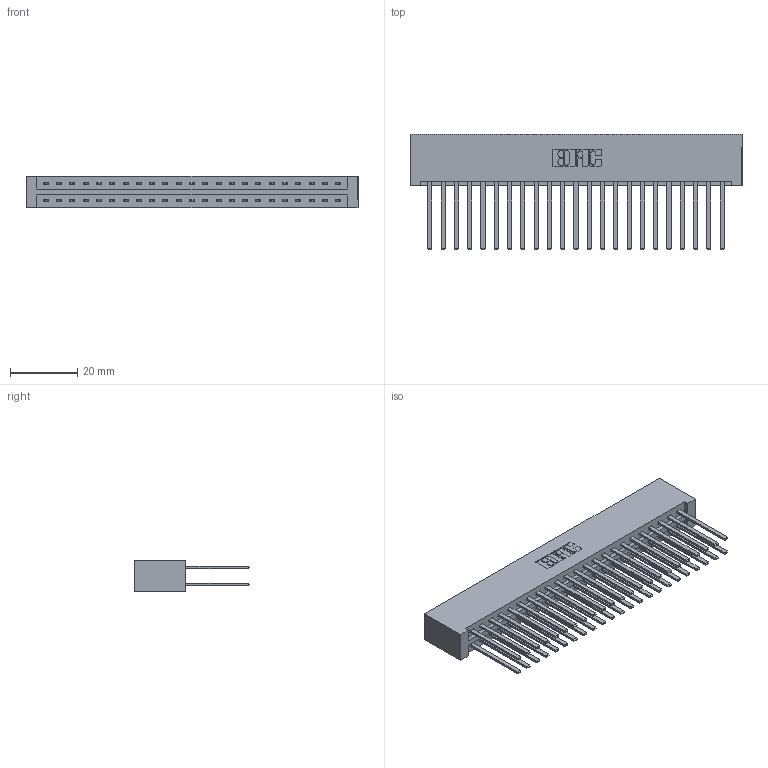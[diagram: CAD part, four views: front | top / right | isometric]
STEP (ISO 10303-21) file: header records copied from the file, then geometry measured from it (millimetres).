
FILE_DESCRIPTION (( 'STEP AP203' ), '1' );
FILE_NAME ('337-046-544-201.STEP', '2019-10-09T14:02:40', ( '' ), ( '' ), 'SwSTEP 2.0', 'SolidWorks 2016', '' );
FILE_SCHEMA (( 'CONFIG_CONTROL_DESIGN' ));
Length unit declared in the file: inch
Products named in the file (3): 337 Part_No Mounting Lugs; 345-292-001_345-293-144; 337-046-544-201
Assembly tree (47 placements, depth 2):
  337-046-544-201
    337 Part_No Mounting Lugs
    345-292-001_345-293-144  x46
Bounding box: 99.01 x 34.3 x 9.4 mm (x, y, z)
Volume: 11587 mm3; surface area: 15077.2 mm2
Topology: 47 solids, 47 shells, 2314 faces, 6865 edges, 4514 vertices
Faces by surface type: plane 1630, cylinder 684
Entity records: 19829 total; most frequent: CARTESIAN_POINT 3354, ORIENTED_EDGE 3290, DIRECTION 2877, EDGE_CURVE 1645, LINE 1529, VECTOR 1529, VERTEX_POINT 1094, AXIS2_PLACEMENT_3D 674
